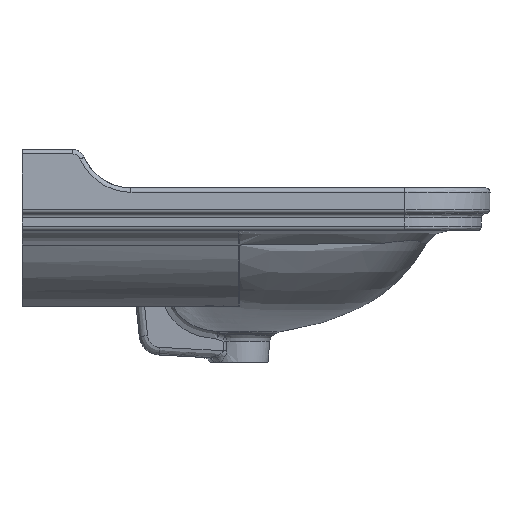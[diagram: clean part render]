
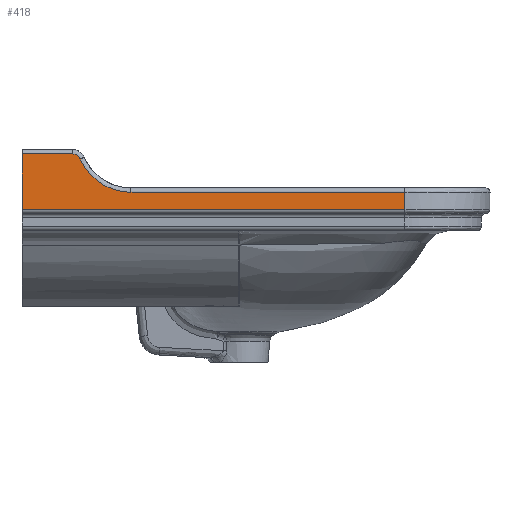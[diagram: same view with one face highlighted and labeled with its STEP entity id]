
A CAD part, left-side view. The second image highlights one B-rep face of the part: STEP entity #418.
In plain terms, the highlighted planar face has unit normal (-1, 0, 0).
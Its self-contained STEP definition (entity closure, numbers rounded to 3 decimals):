
#418=ADVANCED_FACE($,(#1063),#7977,.T.);
#1063=FACE_OUTER_BOUND($,#1719,.T.);
#1719=EDGE_LOOP($,(#3730,#3731,#3732,#3733,#3734,#3735,#3736));
#3730=ORIENTED_EDGE($,*,*,#6265,.T.);
#3731=ORIENTED_EDGE($,*,*,#5363,.F.);
#3732=ORIENTED_EDGE($,*,*,#6255,.F.);
#3733=ORIENTED_EDGE($,*,*,#5392,.F.);
#3734=ORIENTED_EDGE($,*,*,#5388,.F.);
#3735=ORIENTED_EDGE($,*,*,#5385,.F.);
#3736=ORIENTED_EDGE($,*,*,#5382,.F.);
#5363=EDGE_CURVE($,#7023,#7024,#9188,.T.);
#5382=EDGE_CURVE($,#7040,#7039,#9196,.T.);
#5385=EDGE_CURVE($,#7039,#7041,#8660,.T.);
#5388=EDGE_CURVE($,#7041,#7044,#8663,.T.);
#5392=EDGE_CURVE($,#7044,#7046,#9198,.T.);
#6255=EDGE_CURVE($,#7046,#7023,#9639,.T.);
#6265=EDGE_CURVE($,#7040,#7024,#9645,.T.);
#7023=VERTEX_POINT($,#247991);
#7024=VERTEX_POINT($,#247992);
#7039=VERTEX_POINT($,#248007);
#7040=VERTEX_POINT($,#248008);
#7041=VERTEX_POINT($,#248009);
#7044=VERTEX_POINT($,#248012);
#7046=VERTEX_POINT($,#248014);
#7977=PLANE($,#10411);
#8660=(
BOUNDED_CURVE()
B_SPLINE_CURVE(2,(#12072,#12073,#12074),.UNSPECIFIED.,.F.,.F.)
B_SPLINE_CURVE_WITH_KNOTS((3,3),(4.301,5.46),.UNSPECIFIED.)
CURVE()
GEOMETRIC_REPRESENTATION_ITEM()
RATIONAL_B_SPLINE_CURVE((1.,0.837,1.))
REPRESENTATION_ITEM($)
);
#8663=(
BOUNDED_CURVE()
B_SPLINE_CURVE(2,(#12081,#12082,#12083),.UNSPECIFIED.,.F.,.F.)
B_SPLINE_CURVE_WITH_KNOTS((3,3),(4.301,5.46),.UNSPECIFIED.)
CURVE()
GEOMETRIC_REPRESENTATION_ITEM()
RATIONAL_B_SPLINE_CURVE((1.,0.837,1.))
REPRESENTATION_ITEM($)
);
#9188=B_SPLINE_CURVE_WITH_KNOTS($,1,(#12015,#12016),.UNSPECIFIED.,.F.,.F.,
(2,2),(7.283,8.283),.UNSPECIFIED.);
#9196=B_SPLINE_CURVE_WITH_KNOTS($,1,(#12064,#12065),.UNSPECIFIED.,.F.,.F.,
(2,2),(3.142,4.142),.UNSPECIFIED.);
#9198=B_SPLINE_CURVE_WITH_KNOTS($,1,(#12092,#12093),.UNSPECIFIED.,.F.,.F.,
(2,2),(4.142,5.142),.UNSPECIFIED.);
#9639=B_SPLINE_CURVE_WITH_KNOTS($,1,(#23501,#23502),.UNSPECIFIED.,.F.,.F.,
(2,2),(0.,1.),.UNSPECIFIED.);
#9645=B_SPLINE_CURVE_WITH_KNOTS($,1,(#23533,#23534),.UNSPECIFIED.,.F.,.F.,
(2,2),(0.,1.),.UNSPECIFIED.);
#10411=AXIS2_PLACEMENT_3D($,#198495,#10525,$);
#10525=DIRECTION($,(-1.,0.,0.));
#12015=CARTESIAN_POINT($,(-405.915,-180.848,180.));
#12016=CARTESIAN_POINT($,(-405.915,269.152,180.));
#12064=CARTESIAN_POINT($,(-405.915,269.152,245.));
#12065=CARTESIAN_POINT($,(-405.915,209.796,245.));
#12072=CARTESIAN_POINT($,(-405.915,209.796,245.));
#12073=CARTESIAN_POINT($,(-405.915,203.249,245.));
#12074=CARTESIAN_POINT($,(-405.915,200.63,239.));
#12081=CARTESIAN_POINT($,(-405.915,200.63,239.));
#12082=CARTESIAN_POINT($,(-405.915,183.609,200.));
#12083=CARTESIAN_POINT($,(-405.915,141.057,200.));
#12092=CARTESIAN_POINT($,(-405.915,141.057,200.));
#12093=CARTESIAN_POINT($,(-405.915,-180.848,200.));
#23501=CARTESIAN_POINT($,(-405.915,-180.848,200.));
#23502=CARTESIAN_POINT($,(-405.915,-180.848,180.));
#23533=CARTESIAN_POINT($,(-405.915,269.152,245.));
#23534=CARTESIAN_POINT($,(-405.915,269.152,180.));
#198495=CARTESIAN_POINT($,(-405.915,269.152,180.));
#247991=CARTESIAN_POINT($,(-405.915,-180.848,180.));
#247992=CARTESIAN_POINT($,(-405.915,269.152,180.));
#248007=CARTESIAN_POINT($,(-405.915,209.796,245.));
#248008=CARTESIAN_POINT($,(-405.915,269.152,245.));
#248009=CARTESIAN_POINT($,(-405.915,200.63,239.));
#248012=CARTESIAN_POINT($,(-405.915,141.057,200.));
#248014=CARTESIAN_POINT($,(-405.915,-180.848,200.));
